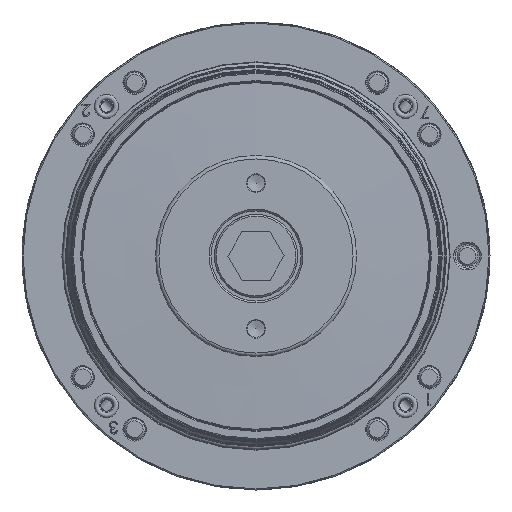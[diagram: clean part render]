
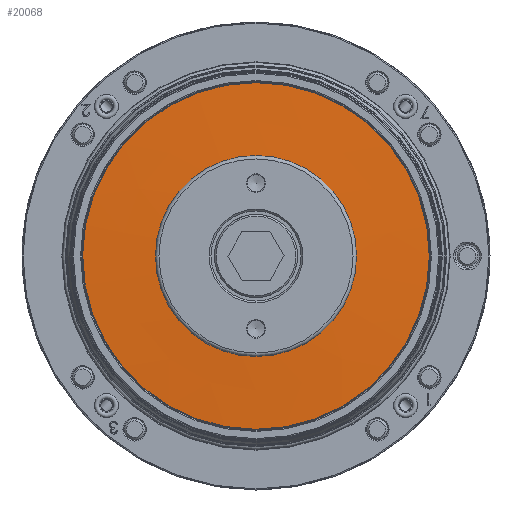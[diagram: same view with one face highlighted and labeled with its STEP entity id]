
A CAD part, front view. The second image highlights one B-rep face of the part: STEP entity #20068.
In plain terms, the highlighted conical face has half-angle 87.853 degrees and reference radius 50 mm.
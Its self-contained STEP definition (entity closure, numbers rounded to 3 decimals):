
#1826 = AXIS2_PLACEMENT_3D ( 'NONE', #12012, #21321, #2034 ) ;
#2034 = DIRECTION ( 'NONE',  ( 0.637, 0., -0.771 ) ) ;
#2193 = DIRECTION ( 'NONE',  ( 0., -1., 0. ) ) ;
#4043 = FACE_BOUND ( 'NONE', #4057, .T. ) ;
#4057 = EDGE_LOOP ( 'NONE', ( #24330 ) ) ;
#4179 = AXIS2_PLACEMENT_3D ( 'NONE', #4948, #10697, #16408 ) ;
#4948 = CARTESIAN_POINT ( 'NONE',  ( 0., -82.178, 0. ) ) ;
#6520 = EDGE_LOOP ( 'NONE', ( #20818 ) ) ;
#10697 = DIRECTION ( 'NONE',  ( 0., -1., 0. ) ) ;
#11370 = EDGE_CURVE ( 'NONE', #16655, #16655, #12150, .T. ) ;
#12012 = CARTESIAN_POINT ( 'NONE',  ( 0., -81.337, 0. ) ) ;
#12150 = CIRCLE ( 'NONE', #20566, 50. ) ;
#12259 = EDGE_CURVE ( 'NONE', #13290, #13290, #21440, .T. ) ;
#13290 = VERTEX_POINT ( 'NONE', #22623 ) ;
#13652 = CARTESIAN_POINT ( 'NONE',  ( 0., -81.337, 0. ) ) ;
#13739 = FACE_OUTER_BOUND ( 'NONE', #6520, .T. ) ;
#16408 = DIRECTION ( 'NONE',  ( 0., 0., 1. ) ) ;
#16655 = VERTEX_POINT ( 'NONE', #24386 ) ;
#17293 = DIRECTION ( 'NONE',  ( -0.637, 0., 0.771 ) ) ;
#20068 = ADVANCED_FACE ( 'NONE', ( #13739, #4043 ), #21029, .T. ) ;
#20566 = AXIS2_PLACEMENT_3D ( 'NONE', #13652, #2193, #17293 ) ;
#20818 = ORIENTED_EDGE ( 'NONE', *, *, #11370, .T. ) ;
#21029 = CONICAL_SURFACE ( 'NONE', #1826, 50., 1.533 ) ;
#21321 = DIRECTION ( 'NONE',  ( 0., 1., 0. ) ) ;
#21440 = CIRCLE ( 'NONE', #4179, 27.579 ) ;
#22623 = CARTESIAN_POINT ( 'NONE',  ( 0., -82.178, 27.579 ) ) ;
#24330 = ORIENTED_EDGE ( 'NONE', *, *, #12259, .F. ) ;
#24386 = CARTESIAN_POINT ( 'NONE',  ( -31.834, -81.337, 38.556 ) ) ;
